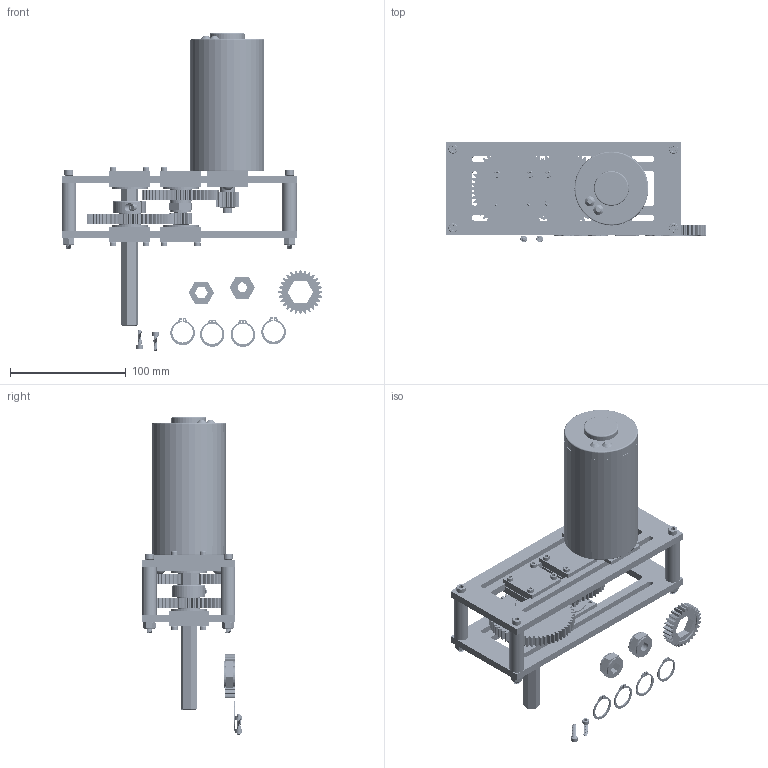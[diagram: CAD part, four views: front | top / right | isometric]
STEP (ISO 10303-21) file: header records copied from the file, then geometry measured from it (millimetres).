
FILE_DESCRIPTION((''),'2;1');
FILE_NAME('LUNCHBOX - AM - 0846_ASSEMBLED_REVB.stp','2013-01-01T22:54:42',('OFFICE'),(''),'Autodesk Inventor 2013','Autodesk Inventor 2013','');
FILE_SCHEMA(('AUTOMOTIVE_DESIGN { 1 0 10303 214 1 1 1 1 }'));
Length unit declared in the file: inch
Products named in the file (31): LUNCHBOX - AM - 0846_ASSEMBLED; 1 SLOT PLATE - AM-0857; BEARINGBLOCK_; BEARINGBLOCK - AM - 0862; fr8zz-hex; BEARING BLOCK ASM, HEX, 375; BEARING-HEX-375-AM-0692; BACK BLOCK - AM-0862; CIM motor; 8mm_spring_clip; GEAR_14TOOTH_8MMKEYBORE; THRU BLOCK - AM-0861; MODULOX_SPACER; MODULOX_SHAFT; CIM RECEIVER - AM-0860; 10-32 nylon insert locknut; 10-32x2; Cim screw 10-32x0; 2mmx2mmx10mm_key; MODULOX_SHAFT_; SHCS, 6-32 X .5, ZINC; .313 FLAT WASHER, 25, AM-1219; FH-GEAR-20DP-56T; FH-GEAR-20DP-50T; Spur Gear1; FH-HUB-; FH-HUB-8MMKEY; iR3-500-Hex-A; SW-GEAR-20DP-14T; SNAP RING
Assembly tree (76 placements, depth 3):
  LUNCHBOX - AM - 0846_ASSEMBLED
    1 SLOT PLATE - AM-0857  x2
    BEARINGBLOCK_  x2
      BEARINGBLOCK - AM - 0862
      fr8zz-hex
    BEARING BLOCK ASM, HEX, 375  x2
      BEARINGBLOCK - AM - 0862
      BEARING-HEX-375-AM-0692
    BACK BLOCK - AM-0862  x3
    CIM motor
    8mm_spring_clip
    GEAR_14TOOTH_8MMKEYBORE
    THRU BLOCK - AM-0861
    MODULOX_SPACER  x4
    MODULOX_SHAFT
    CIM RECEIVER - AM-0860  x2
    10-32 nylon insert locknut  x4
    10-32x2  x4
    Cim screw 10-32x0  x2
    2mmx2mmx10mm_key
    MODULOX_SHAFT_
    SHCS, 6-32 X .5, ZINC  x16
    .313 FLAT WASHER, 25, AM-1219  x6
    FH-GEAR-20DP-56T
    FH-GEAR-20DP-50T
    Spur Gear1
    FH-HUB-
    FH-HUB-  x3
    FH-HUB-8MMKEY
    iR3-500-Hex-A
    SW-GEAR-20DP-14T
    SNAP RING  x8
Bounding box: 225.32 x 86.51 x 274.14 mm (x, y, z)
Volume: 703326.7 mm3; surface area: 214568.2 mm2
Topology: 80 solids, 80 shells, 2427 faces, 8934 edges, 6760 vertices
Faces by surface type: cylinder 1097, plane 793, cone 466, bspline 40, torus 21, sphere 10
Full cylindrical faces by diameter (mm): 1.321 x16, 3.221 x1, 3.454 x17, 3.81 x16, 4.039 x2, 4.091 x4, 4.178 x66, 4.305 x1, 4.826 x64, 5.08 x4, 5.105 x12, 5.556 x4, 5.74 x16, 5.816 x4, 6.858 x1, 7.925 x4, 7.938 x6, 8 x1, 8.636 x2, 9.169 x2, 12.7 x10, 15.875 x1, 17.78 x1, 17.882 x9, 19.05 x11, 21.057 x1, 22.225 x2, 27.94 x10, 28.55 x4, 28.575 x4
Entity records: 54274 total; most frequent: CARTESIAN_POINT 18162, DIRECTION 7639, ORIENTED_EDGE 7346, EDGE_CURVE 3673, AXIS2_PLACEMENT_3D 3178, VERTEX_POINT 2647, CIRCLE 1712, EDGE_LOOP 1694
